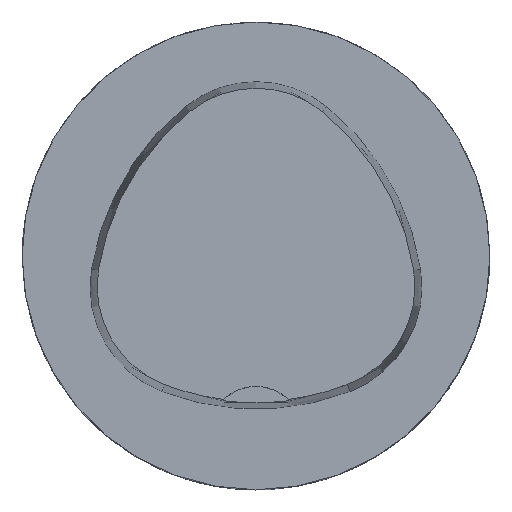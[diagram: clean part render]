
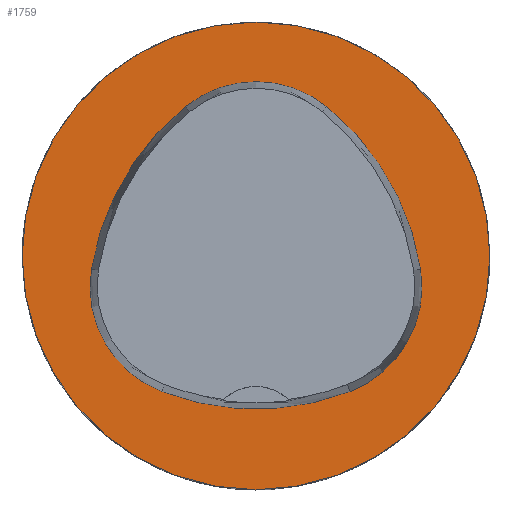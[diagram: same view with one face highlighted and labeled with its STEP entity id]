
A CAD part, top view. The second image highlights one B-rep face of the part: STEP entity #1759.
In plain terms, the highlighted planar face has unit normal (0, 0, 1).
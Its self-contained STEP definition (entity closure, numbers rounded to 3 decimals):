
#53=PLANE('',#6348);
#1759=ADVANCED_FACE('',(#2288,#2289),#53,.T.);
#2130=CIRCLE('',#6320,25.);
#2131=CIRCLE('',#6326,28.);
#2133=CIRCLE('',#6329,12.);
#2135=CIRCLE('',#6332,28.);
#2137=CIRCLE('',#6335,12.);
#2141=CIRCLE('',#6340,28.);
#2143=CIRCLE('',#6343,12.);
#2288=FACE_BOUND('',#2396,.T.);
#2289=FACE_BOUND('',#2397,.T.);
#2396=EDGE_LOOP('',(#2837,#2838,#2839,#2840,#2841,#2842));
#2397=EDGE_LOOP('',(#2843));
#2837=ORIENTED_EDGE('',*,*,#5223,.T.);
#2838=ORIENTED_EDGE('',*,*,#5203,.T.);
#2839=ORIENTED_EDGE('',*,*,#5207,.T.);
#2840=ORIENTED_EDGE('',*,*,#5210,.T.);
#2841=ORIENTED_EDGE('',*,*,#5213,.T.);
#2842=ORIENTED_EDGE('',*,*,#5221,.T.);
#2843=ORIENTED_EDGE('',*,*,#5194,.F.);
#4585=VERTEX_POINT('',#8448);
#4594=VERTEX_POINT('',#8467);
#4595=VERTEX_POINT('',#8468);
#4598=VERTEX_POINT('',#8476);
#4600=VERTEX_POINT('',#8482);
#4602=VERTEX_POINT('',#8488);
#4609=VERTEX_POINT('',#8509);
#5194=EDGE_CURVE('',#4585,#4585,#2130,.T.);
#5203=EDGE_CURVE('',#4594,#4595,#2131,.T.);
#5207=EDGE_CURVE('',#4595,#4598,#2133,.T.);
#5210=EDGE_CURVE('',#4598,#4600,#2135,.T.);
#5213=EDGE_CURVE('',#4600,#4602,#2137,.T.);
#5221=EDGE_CURVE('',#4602,#4609,#2141,.T.);
#5223=EDGE_CURVE('',#4609,#4594,#2143,.T.);
#6320=AXIS2_PLACEMENT_3D('',#8447,#6856,#6857);
#6326=AXIS2_PLACEMENT_3D('',#8466,#6872,#6873);
#6329=AXIS2_PLACEMENT_3D('',#8475,#6880,#6881);
#6332=AXIS2_PLACEMENT_3D('',#8481,#6887,#6888);
#6335=AXIS2_PLACEMENT_3D('',#8487,#6894,#6895);
#6340=AXIS2_PLACEMENT_3D('',#8510,#6906,#6907);
#6343=AXIS2_PLACEMENT_3D('',#8513,#6912,#6913);
#6348=AXIS2_PLACEMENT_3D('',#8518,#6922,#6923);
#6856=DIRECTION('',(0.,0.,-1.));
#6857=DIRECTION('',(-1.,0.,0.));
#6872=DIRECTION('',(0.,0.,-1.));
#6873=DIRECTION('',(-1.,0.,0.));
#6880=DIRECTION('',(0.,0.,-1.));
#6881=DIRECTION('',(-1.,0.,0.));
#6887=DIRECTION('',(0.,0.,-1.));
#6888=DIRECTION('',(-1.,0.,0.));
#6894=DIRECTION('',(0.,0.,-1.));
#6895=DIRECTION('',(-1.,0.,0.));
#6906=DIRECTION('',(0.,0.,-1.));
#6907=DIRECTION('',(-1.,0.,0.));
#6912=DIRECTION('',(0.,0.,-1.));
#6913=DIRECTION('',(-1.,0.,0.));
#6922=DIRECTION('',(0.,0.,1.));
#6923=DIRECTION('',(1.,0.,0.));
#8447=CARTESIAN_POINT('',(0.,0.,0.));
#8448=CARTESIAN_POINT('',(-25.,0.,0.));
#8466=CARTESIAN_POINT('',(10.068,-5.824,0.));
#8467=CARTESIAN_POINT('',(-17.584,-1.424,0.));
#8468=CARTESIAN_POINT('',(-7.531,15.953,0.));
#8475=CARTESIAN_POINT('',(0.011,6.62,0.));
#8476=CARTESIAN_POINT('',(7.567,15.942,0.));
#8481=CARTESIAN_POINT('',(-10.063,-5.81,0.));
#8482=CARTESIAN_POINT('',(17.59,-1.418,0.));
#8487=CARTESIAN_POINT('',(5.739,-3.3,0.));
#8488=CARTESIAN_POINT('',(10.05,-14.499,0.));
#8509=CARTESIAN_POINT('',(-10.025,-14.516,0.));
#8510=CARTESIAN_POINT('',(-0.01,11.631,0.));
#8513=CARTESIAN_POINT('',(-5.733,-3.31,0.));
#8518=CARTESIAN_POINT('',(0.,0.,0.));
